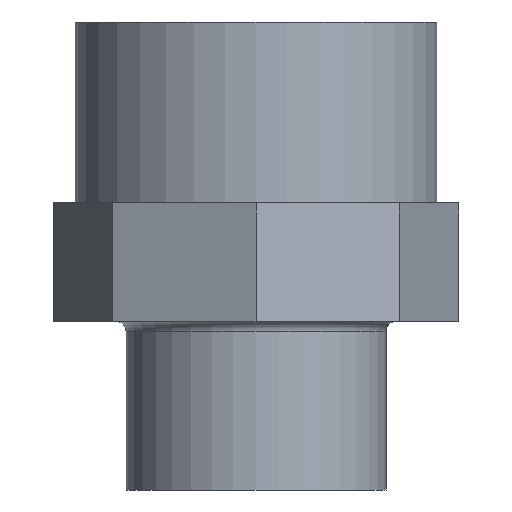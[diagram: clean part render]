
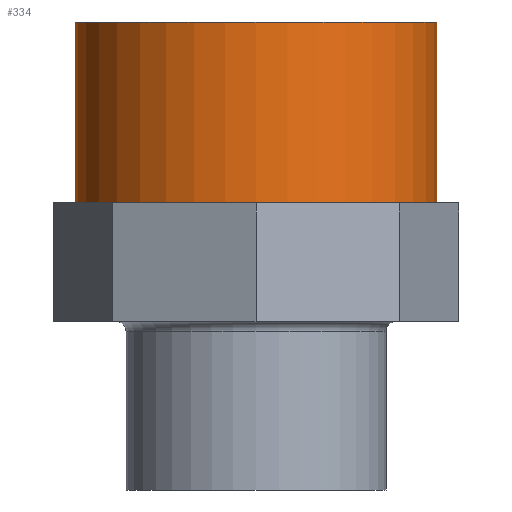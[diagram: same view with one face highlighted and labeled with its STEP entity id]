
A CAD part, front view. The second image highlights one B-rep face of the part: STEP entity #334.
In plain terms, the highlighted cylindrical face has radius 17.4 mm (diameter 34.8 mm), a full revolution.
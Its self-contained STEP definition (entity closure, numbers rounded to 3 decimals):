
#18=CYLINDRICAL_SURFACE($,#368,17.4);
#31=FACE_BOUND($,#97,.T.);
#41=CIRCLE($,#354,17.4);
#49=CIRCLE($,#369,17.4);
#68=FACE_OUTER_BOUND($,#96,.T.);
#96=EDGE_LOOP($,(#288));
#97=EDGE_LOOP($,(#289));
#176=VERTEX_POINT($,#532);
#184=VERTEX_POINT($,#555);
#214=EDGE_CURVE($,#176,#176,#41,.T.);
#222=EDGE_CURVE($,#184,#184,#49,.T.);
#288=ORIENTED_EDGE($,*,*,#214,.T.);
#289=ORIENTED_EDGE($,*,*,#222,.F.);
#334=ADVANCED_FACE($,(#68,#31),#18,.T.);
#354=AXIS2_PLACEMENT_3D($,#533,#426,#427);
#368=AXIS2_PLACEMENT_3D($,#554,#454,#455);
#369=AXIS2_PLACEMENT_3D($,#556,#456,#457);
#426=DIRECTION('center_axis',(0.,0.,1.));
#427=DIRECTION('ref_axis',(0.,-1.,0.));
#454=DIRECTION('center_axis',(0.,0.,1.));
#455=DIRECTION('ref_axis',(0.,-1.,0.));
#456=DIRECTION('center_axis',(0.,0.,1.));
#457=DIRECTION('ref_axis',(0.,-1.,0.));
#532=CARTESIAN_POINT('',(-17.4,0.,27.6));
#533=CARTESIAN_POINT('Origin',(0.,0.,27.6));
#554=CARTESIAN_POINT('Origin',(0.,0.,30.6));
#555=CARTESIAN_POINT('',(0.,-17.4,45.));
#556=CARTESIAN_POINT('Origin',(0.,0.,45.));
